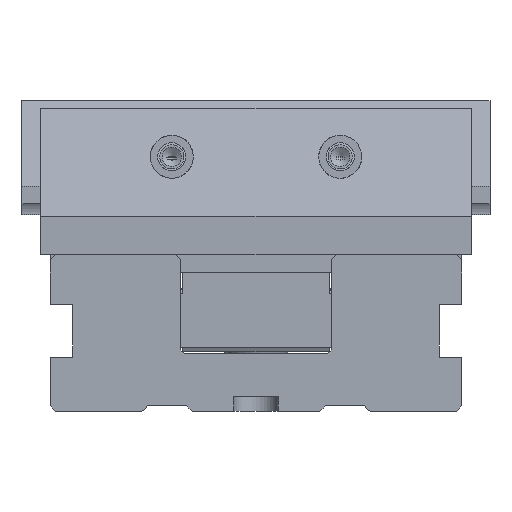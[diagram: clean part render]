
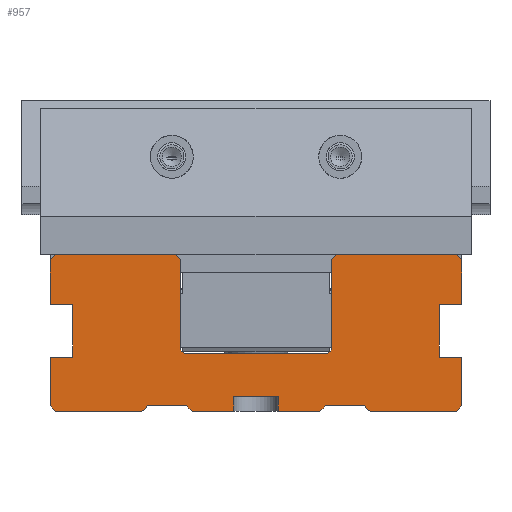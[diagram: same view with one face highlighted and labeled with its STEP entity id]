
A CAD part, front view. The second image highlights one B-rep face of the part: STEP entity #957.
In plain terms, the highlighted planar face has unit normal (0, -1, 0).
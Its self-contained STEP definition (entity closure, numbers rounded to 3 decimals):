
#957=ADVANCED_FACE('',(#1647),#1382,.T.);
#1382=PLANE('',#7766);
#1647=FACE_OUTER_BOUND('',#1952,.T.);
#1952=EDGE_LOOP('',(#2731,#2732,#2733,#2734,#2735,#2736,#2737,#2738,#2739,
#2740,#2741,#2742,#2743,#2744,#2745,#2746,#2747,#2748,#2749,#2750,#2751,
#2752,#2753,#2754,#2755,#2756,#2757,#2758,#2759,#2760,#2761,#2762,#2763,
#2764,#2765,#2766));
#2731=ORIENTED_EDGE('',*,*,#5441,.T.);
#2732=ORIENTED_EDGE('',*,*,#5458,.T.);
#2733=ORIENTED_EDGE('',*,*,#5320,.T.);
#2734=ORIENTED_EDGE('',*,*,#5383,.F.);
#2735=ORIENTED_EDGE('',*,*,#5380,.F.);
#2736=ORIENTED_EDGE('',*,*,#5377,.F.);
#2737=ORIENTED_EDGE('',*,*,#5294,.T.);
#2738=ORIENTED_EDGE('',*,*,#5459,.T.);
#2739=ORIENTED_EDGE('',*,*,#5454,.T.);
#2740=ORIENTED_EDGE('',*,*,#5460,.T.);
#2741=ORIENTED_EDGE('',*,*,#5340,.F.);
#2742=ORIENTED_EDGE('',*,*,#5461,.T.);
#2743=ORIENTED_EDGE('',*,*,#5367,.F.);
#2744=ORIENTED_EDGE('',*,*,#5462,.T.);
#2745=ORIENTED_EDGE('',*,*,#5332,.T.);
#2746=ORIENTED_EDGE('',*,*,#5463,.T.);
#2747=ORIENTED_EDGE('',*,*,#5448,.T.);
#2748=ORIENTED_EDGE('',*,*,#5464,.T.);
#2749=ORIENTED_EDGE('',*,*,#5256,.F.);
#2750=ORIENTED_EDGE('',*,*,#5404,.F.);
#2751=ORIENTED_EDGE('',*,*,#5408,.F.);
#2752=ORIENTED_EDGE('',*,*,#5410,.F.);
#2753=ORIENTED_EDGE('',*,*,#5312,.F.);
#2754=ORIENTED_EDGE('',*,*,#5465,.T.);
#2755=ORIENTED_EDGE('',*,*,#5427,.T.);
#2756=ORIENTED_EDGE('',*,*,#5435,.T.);
#2757=ORIENTED_EDGE('',*,*,#5395,.F.);
#2758=ORIENTED_EDGE('',*,*,#5401,.T.);
#2759=ORIENTED_EDGE('',*,*,#5274,.T.);
#2760=ORIENTED_EDGE('',*,*,#5466,.F.);
#2761=ORIENTED_EDGE('',*,*,#5467,.F.);
#2762=ORIENTED_EDGE('',*,*,#5468,.F.);
#2763=ORIENTED_EDGE('',*,*,#5270,.T.);
#2764=ORIENTED_EDGE('',*,*,#5392,.T.);
#2765=ORIENTED_EDGE('',*,*,#5389,.F.);
#2766=ORIENTED_EDGE('',*,*,#5469,.T.);
#4522=VERTEX_POINT('',#10499);
#4523=VERTEX_POINT('',#10501);
#4536=VERTEX_POINT('',#10529);
#4537=VERTEX_POINT('',#10531);
#4540=VERTEX_POINT('',#10537);
#4541=VERTEX_POINT('',#10539);
#4552=VERTEX_POINT('',#10566);
#4559=VERTEX_POINT('',#10579);
#4570=VERTEX_POINT('',#10605);
#4577=VERTEX_POINT('',#10618);
#4584=VERTEX_POINT('',#10635);
#4585=VERTEX_POINT('',#10637);
#4596=VERTEX_POINT('',#10660);
#4597=VERTEX_POINT('',#10662);
#4604=VERTEX_POINT('',#10677);
#4605=VERTEX_POINT('',#10679);
#4628=VERTEX_POINT('',#10732);
#4629=VERTEX_POINT('',#10734);
#4635=VERTEX_POINT('',#10750);
#4639=VERTEX_POINT('',#10760);
#4644=VERTEX_POINT('',#10775);
#4645=VERTEX_POINT('',#10777);
#4647=VERTEX_POINT('',#10786);
#4648=VERTEX_POINT('',#10788);
#4653=VERTEX_POINT('',#10803);
#4656=VERTEX_POINT('',#10811);
#4657=VERTEX_POINT('',#10842);
#4658=VERTEX_POINT('',#10843);
#4668=VERTEX_POINT('',#10869);
#4669=VERTEX_POINT('',#10871);
#4673=VERTEX_POINT('',#10883);
#4674=VERTEX_POINT('',#10885);
#4675=VERTEX_POINT('',#10896);
#4676=VERTEX_POINT('',#10897);
#4679=VERTEX_POINT('',#10913);
#4680=VERTEX_POINT('',#10915);
#5256=EDGE_CURVE('',#4522,#4523,#6280,.T.);
#5270=EDGE_CURVE('',#4537,#4536,#6292,.T.);
#5274=EDGE_CURVE('',#4541,#4540,#6295,.T.);
#5294=EDGE_CURVE('',#4552,#4559,#6311,.T.);
#5312=EDGE_CURVE('',#4577,#4570,#6327,.T.);
#5320=EDGE_CURVE('',#4585,#4584,#6334,.T.);
#5332=EDGE_CURVE('',#4597,#4596,#6346,.T.);
#5340=EDGE_CURVE('',#4604,#4605,#6354,.T.);
#5367=EDGE_CURVE('',#4628,#4629,#6370,.T.);
#5377=EDGE_CURVE('',#4552,#4635,#6379,.T.);
#5380=EDGE_CURVE('',#4635,#4639,#6382,.T.);
#5383=EDGE_CURVE('',#4639,#4584,#6385,.T.);
#5389=EDGE_CURVE('',#4644,#4645,#6389,.T.);
#5392=EDGE_CURVE('',#4536,#4645,#6392,.T.);
#5395=EDGE_CURVE('',#4647,#4648,#6395,.T.);
#5401=EDGE_CURVE('',#4647,#4541,#6399,.T.);
#5404=EDGE_CURVE('',#4653,#4522,#6402,.T.);
#5408=EDGE_CURVE('',#4656,#4653,#6406,.T.);
#5410=EDGE_CURVE('',#4570,#4656,#6408,.T.);
#5427=EDGE_CURVE('',#4657,#4658,#6425,.T.);
#5435=EDGE_CURVE('',#4658,#4648,#6430,.T.);
#5441=EDGE_CURVE('',#4669,#4668,#6434,.T.);
#5448=EDGE_CURVE('',#4674,#4673,#6438,.T.);
#5454=EDGE_CURVE('',#4675,#4676,#6444,.T.);
#5458=EDGE_CURVE('',#4668,#4585,#6448,.T.);
#5459=EDGE_CURVE('',#4559,#4675,#6449,.T.);
#5460=EDGE_CURVE('',#4676,#4605,#6450,.T.);
#5461=EDGE_CURVE('',#4604,#4629,#6451,.T.);
#5462=EDGE_CURVE('',#4628,#4597,#6452,.T.);
#5463=EDGE_CURVE('',#4596,#4674,#6453,.T.);
#5464=EDGE_CURVE('',#4673,#4523,#6454,.T.);
#5465=EDGE_CURVE('',#4577,#4657,#6455,.T.);
#5466=EDGE_CURVE('',#4679,#4540,#6456,.T.);
#5467=EDGE_CURVE('',#4680,#4679,#6457,.T.);
#5468=EDGE_CURVE('',#4537,#4680,#6458,.T.);
#5469=EDGE_CURVE('',#4644,#4669,#6459,.T.);
#6280=LINE('',#10500,#6984);
#6292=LINE('',#10530,#6996);
#6295=LINE('',#10538,#6999);
#6311=LINE('',#10580,#7015);
#6327=LINE('',#10619,#7031);
#6334=LINE('',#10636,#7038);
#6346=LINE('',#10661,#7050);
#6354=LINE('',#10678,#7058);
#6370=LINE('',#10733,#7074);
#6379=LINE('',#10753,#7083);
#6382=LINE('',#10759,#7086);
#6385=LINE('',#10764,#7089);
#6389=LINE('',#10776,#7093);
#6392=LINE('',#10781,#7096);
#6395=LINE('',#10787,#7099);
#6399=LINE('',#10798,#7103);
#6402=LINE('',#10804,#7106);
#6406=LINE('',#10812,#7110);
#6408=LINE('',#10815,#7112);
#6425=LINE('',#10841,#7129);
#6430=LINE('',#10857,#7134);
#6434=LINE('',#10870,#7138);
#6438=LINE('',#10884,#7142);
#6444=LINE('',#10895,#7148);
#6448=LINE('',#10904,#7152);
#6449=LINE('',#10905,#7153);
#6450=LINE('',#10906,#7154);
#6451=LINE('',#10907,#7155);
#6452=LINE('',#10908,#7156);
#6453=LINE('',#10909,#7157);
#6454=LINE('',#10910,#7158);
#6455=LINE('',#10911,#7159);
#6456=LINE('',#10912,#7160);
#6457=LINE('',#10914,#7161);
#6458=LINE('',#10916,#7162);
#6459=LINE('',#10917,#7163);
#6984=VECTOR('',#8391,1.);
#6996=VECTOR('',#8411,1.);
#6999=VECTOR('',#8416,1.);
#7015=VECTOR('',#8446,1.);
#7031=VECTOR('',#8472,1.);
#7038=VECTOR('',#8485,1.);
#7050=VECTOR('',#8499,1.);
#7058=VECTOR('',#8509,1.);
#7074=VECTOR('',#8555,1.);
#7083=VECTOR('',#8570,1.);
#7086=VECTOR('',#8575,1.);
#7089=VECTOR('',#8580,1.);
#7093=VECTOR('',#8590,1.);
#7096=VECTOR('',#8595,1.);
#7099=VECTOR('',#8600,1.);
#7103=VECTOR('',#8610,1.);
#7106=VECTOR('',#8615,1.);
#7110=VECTOR('',#8621,1.);
#7112=VECTOR('',#8625,1.);
#7129=VECTOR('',#8660,1.);
#7134=VECTOR('',#8673,1.);
#7138=VECTOR('',#8685,1.);
#7142=VECTOR('',#8699,1.);
#7148=VECTOR('',#8713,1.);
#7152=VECTOR('',#8719,1.);
#7153=VECTOR('',#8720,1.);
#7154=VECTOR('',#8721,1.);
#7155=VECTOR('',#8722,1.);
#7156=VECTOR('',#8723,1.);
#7157=VECTOR('',#8724,1.);
#7158=VECTOR('',#8725,1.);
#7159=VECTOR('',#8726,1.);
#7160=VECTOR('',#8727,1.);
#7161=VECTOR('',#8728,1.);
#7162=VECTOR('',#8729,1.);
#7163=VECTOR('',#8730,1.);
#7766=AXIS2_PLACEMENT_3D('',#10918,#8731,#8732);
#8391=DIRECTION('',(0.,0.,1.));
#8411=DIRECTION('',(1.,0.,0.));
#8416=DIRECTION('',(1.,0.,0.));
#8446=DIRECTION('',(0.,0.,1.));
#8472=DIRECTION('',(0.,0.,1.));
#8485=DIRECTION('',(0.,0.,1.));
#8499=DIRECTION('',(0.,0.,1.));
#8509=DIRECTION('',(0.,0.,1.));
#8555=DIRECTION('',(1.,0.,0.));
#8570=DIRECTION('',(-1.,0.,0.));
#8575=DIRECTION('',(0.,0.,-1.));
#8580=DIRECTION('',(1.,0.,0.));
#8590=DIRECTION('',(-1.,0.,0.));
#8595=DIRECTION('',(0.707,0.,0.707));
#8600=DIRECTION('',(-1.,0.,0.));
#8610=DIRECTION('',(0.707,0.,-0.707));
#8615=DIRECTION('',(-1.,0.,0.));
#8621=DIRECTION('',(0.,0.,1.));
#8625=DIRECTION('',(1.,0.,0.));
#8660=DIRECTION('',(1.,0.,0.));
#8673=DIRECTION('',(0.707,0.,0.707));
#8685=DIRECTION('',(1.,0.,0.));
#8699=DIRECTION('',(-1.,0.,0.));
#8713=DIRECTION('',(-1.,0.,0.));
#8719=DIRECTION('',(0.707,0.,0.707));
#8720=DIRECTION('',(-0.707,0.,0.707));
#8721=DIRECTION('',(-0.707,0.,-0.707));
#8722=DIRECTION('',(-0.707,0.,-0.707));
#8723=DIRECTION('',(-0.707,0.,0.707));
#8724=DIRECTION('',(-0.707,0.,0.707));
#8725=DIRECTION('',(-0.707,0.,-0.707));
#8726=DIRECTION('',(0.707,0.,-0.707));
#8727=DIRECTION('',(0.,0.,-1.));
#8728=DIRECTION('',(-1.,0.,0.));
#8729=DIRECTION('',(0.,0.,1.));
#8730=DIRECTION('',(0.707,0.,-0.707));
#8731=DIRECTION('',(0.,-1.,0.));
#8732=DIRECTION('',(0.,0.,-1.));
#10499=CARTESIAN_POINT('',(0.,0.,28.5));
#10500=CARTESIAN_POINT('',(0.,0.,0.));
#10501=CARTESIAN_POINT('',(0.,0.,40.5));
#10529=CARTESIAN_POINT('',(72.,0.,0.));
#10530=CARTESIAN_POINT('',(55.,0.,0.));
#10531=CARTESIAN_POINT('',(61.,0.,0.));
#10537=CARTESIAN_POINT('',(49.,0.,0.));
#10538=CARTESIAN_POINT('',(55.,0.,0.));
#10539=CARTESIAN_POINT('',(38.,0.,0.));
#10566=CARTESIAN_POINT('',(110.,0.,28.5));
#10579=CARTESIAN_POINT('',(110.,0.,40.5));
#10580=CARTESIAN_POINT('',(110.,0.,0.));
#10605=CARTESIAN_POINT('',(0.,0.,14.5));
#10618=CARTESIAN_POINT('',(0.,0.,1.5));
#10619=CARTESIAN_POINT('',(0.,0.,0.));
#10635=CARTESIAN_POINT('',(110.,0.,14.5));
#10636=CARTESIAN_POINT('',(110.,0.,0.));
#10637=CARTESIAN_POINT('',(110.,0.,1.5));
#10660=CARTESIAN_POINT('',(34.85,0.,40.5));
#10661=CARTESIAN_POINT('',(34.85,0.,42.));
#10662=CARTESIAN_POINT('',(34.85,0.,16.4));
#10677=CARTESIAN_POINT('',(75.15,0.,16.4));
#10678=CARTESIAN_POINT('',(75.15,0.,21.));
#10679=CARTESIAN_POINT('',(75.15,0.,40.5));
#10732=CARTESIAN_POINT('',(35.85,0.,15.4));
#10733=CARTESIAN_POINT('',(55.,0.,15.4));
#10734=CARTESIAN_POINT('',(74.15,0.,15.4));
#10750=CARTESIAN_POINT('',(104.,0.,28.5));
#10753=CARTESIAN_POINT('',(55.,0.,28.5));
#10759=CARTESIAN_POINT('',(104.,0.,0.));
#10760=CARTESIAN_POINT('',(104.,0.,14.5));
#10764=CARTESIAN_POINT('',(55.,0.,14.5));
#10775=CARTESIAN_POINT('',(84.,0.,1.5));
#10776=CARTESIAN_POINT('',(55.,0.,1.5));
#10777=CARTESIAN_POINT('',(73.5,0.,1.5));
#10781=CARTESIAN_POINT('',(72.,0.,0.));
#10786=CARTESIAN_POINT('',(36.5,0.,1.5));
#10787=CARTESIAN_POINT('',(55.,0.,1.5));
#10788=CARTESIAN_POINT('',(26.,0.,1.5));
#10798=CARTESIAN_POINT('',(36.5,0.,1.5));
#10803=CARTESIAN_POINT('',(6.,0.,28.5));
#10804=CARTESIAN_POINT('',(55.,0.,28.5));
#10811=CARTESIAN_POINT('',(6.,0.,14.5));
#10812=CARTESIAN_POINT('',(6.,0.,0.));
#10815=CARTESIAN_POINT('',(55.,0.,14.5));
#10841=CARTESIAN_POINT('',(55.,0.,0.));
#10842=CARTESIAN_POINT('',(1.5,0.,0.));
#10843=CARTESIAN_POINT('',(24.5,0.,0.));
#10857=CARTESIAN_POINT('',(39.75,0.,15.25));
#10869=CARTESIAN_POINT('',(108.5,0.,0.));
#10870=CARTESIAN_POINT('',(55.,0.,0.));
#10871=CARTESIAN_POINT('',(85.5,0.,0.));
#10883=CARTESIAN_POINT('',(1.5,0.,42.));
#10884=CARTESIAN_POINT('',(55.,0.,42.));
#10885=CARTESIAN_POINT('',(33.35,0.,42.));
#10895=CARTESIAN_POINT('',(55.,0.,42.));
#10896=CARTESIAN_POINT('',(108.5,0.,42.));
#10897=CARTESIAN_POINT('',(76.65,0.,42.));
#10904=CARTESIAN_POINT('',(81.75,0.,-26.75));
#10905=CARTESIAN_POINT('',(102.75,0.,47.75));
#10906=CARTESIAN_POINT('',(44.825,0.,10.175));
#10907=CARTESIAN_POINT('',(74.15,0.,15.4));
#10908=CARTESIAN_POINT('',(34.85,0.,16.4));
#10909=CARTESIAN_POINT('',(65.175,0.,10.175));
#10910=CARTESIAN_POINT('',(7.25,0.,47.75));
#10911=CARTESIAN_POINT('',(28.25,0.,-26.75));
#10912=CARTESIAN_POINT('',(49.,0.,0.));
#10913=CARTESIAN_POINT('',(49.,0.,4.));
#10914=CARTESIAN_POINT('',(55.,0.,4.));
#10915=CARTESIAN_POINT('',(61.,0.,4.));
#10916=CARTESIAN_POINT('',(61.,0.,0.));
#10917=CARTESIAN_POINT('',(70.25,0.,15.25));
#10918=CARTESIAN_POINT('',(55.,0.,0.));
